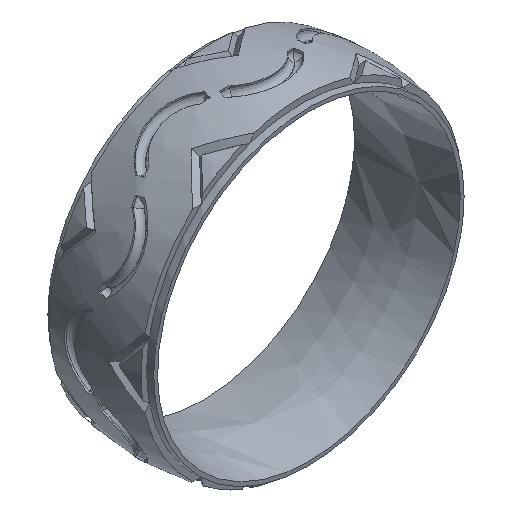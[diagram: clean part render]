
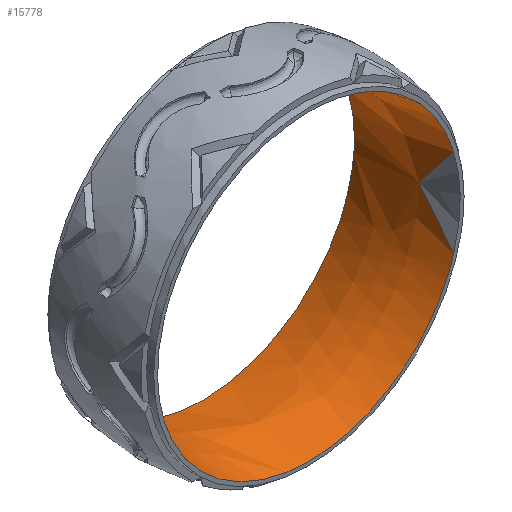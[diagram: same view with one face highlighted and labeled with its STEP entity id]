
A CAD part, isometric view. The second image highlights one B-rep face of the part: STEP entity #15778.
In plain terms, the highlighted free-form (B-spline) face has degree [2, 2] with [9, 3] control points.
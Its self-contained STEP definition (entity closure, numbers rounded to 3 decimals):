
#15778 = ADVANCED_FACE('',(#15779),#15874,.T.);
#15779 = FACE_BOUND('',#15780,.T.);
#15780 = EDGE_LOOP('',(#15781,#15791,#15799,#15807,#15815,#15826,#15837,
    #15845,#15856,#15867,#15873));
#15781 = ORIENTED_EDGE('',*,*,#15782,.F.);
#15782 = EDGE_CURVE('',#15783,#15785,#15787,.T.);
#15783 = VERTEX_POINT('',#15784);
#15784 = CARTESIAN_POINT('',(8.728,6.103,0.));
#15785 = VERTEX_POINT('',#15786);
#15786 = CARTESIAN_POINT('',(0.,6.103,
    8.728));
#15787 = ( BOUNDED_CURVE() B_SPLINE_CURVE(2,(#15788,#15789,#15790),
.UNSPECIFIED.,.F.,.F.) B_SPLINE_CURVE_WITH_KNOTS((3,3),(0.,
1.571),.PIECEWISE_BEZIER_KNOTS.) CURVE() 
GEOMETRIC_REPRESENTATION_ITEM() RATIONAL_B_SPLINE_CURVE((1.,
0.707,1.)) REPRESENTATION_ITEM('') );
#15788 = CARTESIAN_POINT('',(8.728,6.103,0.));
#15789 = CARTESIAN_POINT('',(8.728,6.103,
    8.728));
#15790 = CARTESIAN_POINT('',(0.,6.103,
    8.728));
#15791 = ORIENTED_EDGE('',*,*,#15792,.F.);
#15792 = EDGE_CURVE('',#15785,#15783,#15793,.T.);
#15793 = ( BOUNDED_CURVE() B_SPLINE_CURVE(2,(#15794,#15795,#15796,#15797
,#15798),.UNSPECIFIED.,.F.,.F.) B_SPLINE_CURVE_WITH_KNOTS((3,2,3),(
    1.571,3.927,6.283),
.PIECEWISE_BEZIER_KNOTS.) CURVE() GEOMETRIC_REPRESENTATION_ITEM() 
RATIONAL_B_SPLINE_CURVE((1.,0.383,1.,0.383,1.)) 
REPRESENTATION_ITEM('') );
#15794 = CARTESIAN_POINT('',(0.,6.103,
    8.728));
#15795 = CARTESIAN_POINT('',(-21.072,6.103,
    8.728));
#15796 = CARTESIAN_POINT('',(-6.172,6.103,
    -6.172));
#15797 = CARTESIAN_POINT('',(8.728,6.103,
    -21.072));
#15798 = CARTESIAN_POINT('',(8.728,6.103,
    0.));
#15799 = ORIENTED_EDGE('',*,*,#15800,.T.);
#15800 = EDGE_CURVE('',#15785,#15801,#15803,.T.);
#15801 = VERTEX_POINT('',#15802);
#15802 = CARTESIAN_POINT('',(0.,0.,8.728));
#15803 = ( BOUNDED_CURVE() B_SPLINE_CURVE(2,(#15804,#15805,#15806),
.UNSPECIFIED.,.F.,.F.) B_SPLINE_CURVE_WITH_KNOTS((3,3),(2.889,
3.394),.PIECEWISE_BEZIER_KNOTS.) CURVE() 
GEOMETRIC_REPRESENTATION_ITEM() RATIONAL_B_SPLINE_CURVE((1.,
0.968,1.)) REPRESENTATION_ITEM('') );
#15804 = CARTESIAN_POINT('',(0.,6.103,
    8.728));
#15805 = CARTESIAN_POINT('',(0.,3.052,
    7.941));
#15806 = CARTESIAN_POINT('',(0.,0.,
    8.728));
#15807 = ORIENTED_EDGE('',*,*,#15808,.T.);
#15808 = EDGE_CURVE('',#15801,#15809,#15811,.T.);
#15809 = VERTEX_POINT('',#15810);
#15810 = CARTESIAN_POINT('',(-8.35,0.,2.543));
#15811 = ( BOUNDED_CURVE() B_SPLINE_CURVE(2,(#15812,#15813,#15814),
.UNSPECIFIED.,.F.,.F.) B_SPLINE_CURVE_WITH_KNOTS((3,3),(1.571,
2.846),.PIECEWISE_BEZIER_KNOTS.) CURVE() 
GEOMETRIC_REPRESENTATION_ITEM() RATIONAL_B_SPLINE_CURVE((1.,
0.804,1.)) REPRESENTATION_ITEM('') );
#15812 = CARTESIAN_POINT('',(0.,0.,8.728));
#15813 = CARTESIAN_POINT('',(-6.466,0.,8.728));
#15814 = CARTESIAN_POINT('',(-8.35,0.,2.543));
#15815 = ORIENTED_EDGE('',*,*,#15816,.F.);
#15816 = EDGE_CURVE('',#15817,#15809,#15819,.T.);
#15817 = VERTEX_POINT('',#15818);
#15818 = CARTESIAN_POINT('',(-8.383,2.034,
    0.));
#15819 = B_SPLINE_CURVE_WITH_KNOTS('',3,(#15820,#15821,#15822,#15823,
    #15824,#15825),.UNSPECIFIED.,.F.,.F.,(4,2,4),(15.331,
    15.695,15.702),.UNSPECIFIED.);
#15820 = CARTESIAN_POINT('',(-8.383,2.034,0.));
#15821 = CARTESIAN_POINT('',(-8.439,1.367,
    0.835));
#15822 = CARTESIAN_POINT('',(-8.425,0.695,
    1.674));
#15823 = CARTESIAN_POINT('',(-8.353,0.025,
    2.511));
#15824 = CARTESIAN_POINT('',(-8.351,0.013,
    2.527));
#15825 = CARTESIAN_POINT('',(-8.35,0.,
    2.543));
#15826 = ORIENTED_EDGE('',*,*,#15827,.F.);
#15827 = EDGE_CURVE('',#15828,#15817,#15830,.T.);
#15828 = VERTEX_POINT('',#15829);
#15829 = CARTESIAN_POINT('',(-8.35,0.,-2.543));
#15830 = B_SPLINE_CURVE_WITH_KNOTS('',3,(#15831,#15832,#15833,#15834,
    #15835,#15836),.UNSPECIFIED.,.F.,.F.,(4,2,4),(10.797,
    10.804,11.168),.UNSPECIFIED.);
#15831 = CARTESIAN_POINT('',(-8.35,0.,
    -2.543));
#15832 = CARTESIAN_POINT('',(-8.351,0.013,
    -2.527));
#15833 = CARTESIAN_POINT('',(-8.353,0.025,
    -2.511));
#15834 = CARTESIAN_POINT('',(-8.425,0.695,
    -1.674));
#15835 = CARTESIAN_POINT('',(-8.439,1.367,
    -0.835));
#15836 = CARTESIAN_POINT('',(-8.383,2.034,
    0.));
#15837 = ORIENTED_EDGE('',*,*,#15838,.T.);
#15838 = EDGE_CURVE('',#15828,#15839,#15841,.T.);
#15839 = VERTEX_POINT('',#15840);
#15840 = CARTESIAN_POINT('',(8.35,0.,-2.543));
#15841 = ( BOUNDED_CURVE() B_SPLINE_CURVE(2,(#15842,#15843,#15844),
.UNSPECIFIED.,.F.,.F.) B_SPLINE_CURVE_WITH_KNOTS((3,3),(3.437,
5.988),.PIECEWISE_BEZIER_KNOTS.) CURVE() 
GEOMETRIC_REPRESENTATION_ITEM() RATIONAL_B_SPLINE_CURVE((1.,
0.291,1.)) REPRESENTATION_ITEM('') );
#15842 = CARTESIAN_POINT('',(-8.35,0.,-2.543));
#15843 = CARTESIAN_POINT('',(0.,0.,-29.96));
#15844 = CARTESIAN_POINT('',(8.35,0.,-2.543));
#15845 = ORIENTED_EDGE('',*,*,#15846,.F.);
#15846 = EDGE_CURVE('',#15847,#15839,#15849,.T.);
#15847 = VERTEX_POINT('',#15848);
#15848 = CARTESIAN_POINT('',(8.383,2.034,
    0.));
#15849 = B_SPLINE_CURVE_WITH_KNOTS('',3,(#15850,#15851,#15852,#15853,
    #15854,#15855),.UNSPECIFIED.,.F.,.F.,(4,2,4),(15.331,
    15.695,15.702),.UNSPECIFIED.);
#15850 = CARTESIAN_POINT('',(8.383,2.034,
    0.));
#15851 = CARTESIAN_POINT('',(8.439,1.367,
    -0.835));
#15852 = CARTESIAN_POINT('',(8.425,0.695,
    -1.674));
#15853 = CARTESIAN_POINT('',(8.353,0.025,
    -2.511));
#15854 = CARTESIAN_POINT('',(8.351,0.013,
    -2.527));
#15855 = CARTESIAN_POINT('',(8.35,0.,
    -2.543));
#15856 = ORIENTED_EDGE('',*,*,#15857,.F.);
#15857 = EDGE_CURVE('',#15858,#15847,#15860,.T.);
#15858 = VERTEX_POINT('',#15859);
#15859 = CARTESIAN_POINT('',(8.35,0.,2.543));
#15860 = B_SPLINE_CURVE_WITH_KNOTS('',3,(#15861,#15862,#15863,#15864,
    #15865,#15866),.UNSPECIFIED.,.F.,.F.,(4,2,4),(10.797,
    10.804,11.168),.UNSPECIFIED.);
#15861 = CARTESIAN_POINT('',(8.35,0.,
    2.543));
#15862 = CARTESIAN_POINT('',(8.351,0.013,
    2.527));
#15863 = CARTESIAN_POINT('',(8.353,0.025,
    2.511));
#15864 = CARTESIAN_POINT('',(8.425,0.695,
    1.674));
#15865 = CARTESIAN_POINT('',(8.439,1.367,
    0.835));
#15866 = CARTESIAN_POINT('',(8.383,2.034,0.));
#15867 = ORIENTED_EDGE('',*,*,#15868,.T.);
#15868 = EDGE_CURVE('',#15858,#15801,#15869,.T.);
#15869 = ( BOUNDED_CURVE() B_SPLINE_CURVE(2,(#15870,#15871,#15872),
.UNSPECIFIED.,.F.,.F.) B_SPLINE_CURVE_WITH_KNOTS((3,3),(0.296,
1.571),.PIECEWISE_BEZIER_KNOTS.) CURVE() 
GEOMETRIC_REPRESENTATION_ITEM() RATIONAL_B_SPLINE_CURVE((1.,
0.804,1.)) REPRESENTATION_ITEM('') );
#15870 = CARTESIAN_POINT('',(8.35,0.,2.543));
#15871 = CARTESIAN_POINT('',(6.466,0.,8.728));
#15872 = CARTESIAN_POINT('',(0.,0.,8.728));
#15873 = ORIENTED_EDGE('',*,*,#15800,.F.);
#15874 = ( BOUNDED_SURFACE() B_SPLINE_SURFACE(2,2,(
    (#15875,#15876,#15877)
    ,(#15878,#15879,#15880)
    ,(#15881,#15882,#15883)
    ,(#15884,#15885,#15886)
    ,(#15887,#15888,#15889)
    ,(#15890,#15891,#15892)
    ,(#15893,#15894,#15895)
    ,(#15896,#15897,#15898)
    ,(#15899,#15900,#15901
)),.UNSPECIFIED.,.T.,.F.,.F.) B_SPLINE_SURFACE_WITH_KNOTS((3,2,2,2,3),(3
    ,3),(-3.142,-2.094,0.,2.094,3.142)
  ,(2.889,3.394),.UNSPECIFIED.) 
GEOMETRIC_REPRESENTATION_ITEM() RATIONAL_B_SPLINE_SURFACE((
    (0.75,0.726,0.75)
    ,(0.75,0.726,0.75)
    ,(1.,0.968,1.)
    ,(0.5,0.484,0.5)
    ,(1.,0.968,1.)
    ,(0.5,0.484,0.5)
    ,(1.,0.968,1.)
    ,(0.75,0.726,0.75)
,(0.75,0.726,0.75))) REPRESENTATION_ITEM('') SURFACE() );
#15875 = CARTESIAN_POINT('',(0.,0.,8.728));
#15876 = CARTESIAN_POINT('',(0.,3.052,
    7.941));
#15877 = CARTESIAN_POINT('',(0.,6.103,8.728));
#15878 = CARTESIAN_POINT('',(-5.039,0.,
    8.728));
#15879 = CARTESIAN_POINT('',(-4.585,3.052,
    7.941));
#15880 = CARTESIAN_POINT('',(-5.039,6.103,
    8.728));
#15881 = CARTESIAN_POINT('',(-7.559,0.,
    4.364));
#15882 = CARTESIAN_POINT('',(-6.877,3.052,
    3.97));
#15883 = CARTESIAN_POINT('',(-7.559,6.103,
    4.364));
#15884 = CARTESIAN_POINT('',(-15.118,0.,
    -8.728));
#15885 = CARTESIAN_POINT('',(-13.754,3.052,
    -7.941));
#15886 = CARTESIAN_POINT('',(-15.118,6.103,
    -8.728));
#15887 = CARTESIAN_POINT('',(0.,0.,-8.728));
#15888 = CARTESIAN_POINT('',(0.,3.052,-7.941));
#15889 = CARTESIAN_POINT('',(0.,6.103,-8.728));
#15890 = CARTESIAN_POINT('',(15.118,0.,
    -8.728));
#15891 = CARTESIAN_POINT('',(13.754,3.052,
    -7.941));
#15892 = CARTESIAN_POINT('',(15.118,6.103,
    -8.728));
#15893 = CARTESIAN_POINT('',(7.559,0.,
    4.364));
#15894 = CARTESIAN_POINT('',(6.877,3.052,
    3.97));
#15895 = CARTESIAN_POINT('',(7.559,6.103,
    4.364));
#15896 = CARTESIAN_POINT('',(5.039,0.,
    8.728));
#15897 = CARTESIAN_POINT('',(4.585,3.052,
    7.941));
#15898 = CARTESIAN_POINT('',(5.039,6.103,8.728
    ));
#15899 = CARTESIAN_POINT('',(0.,0.,8.728));
#15900 = CARTESIAN_POINT('',(0.,3.052,
    7.941));
#15901 = CARTESIAN_POINT('',(0.,6.103,8.728));
